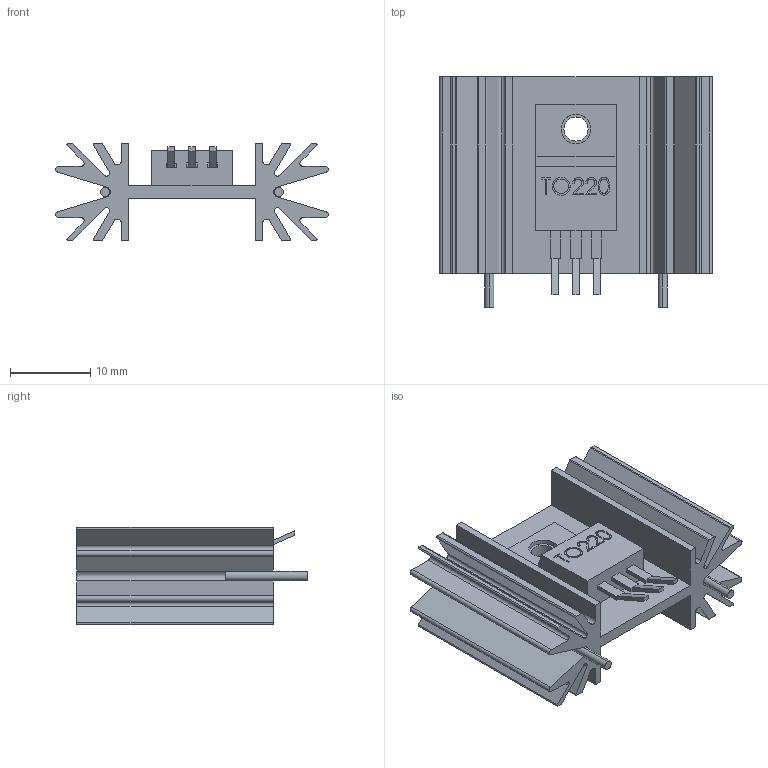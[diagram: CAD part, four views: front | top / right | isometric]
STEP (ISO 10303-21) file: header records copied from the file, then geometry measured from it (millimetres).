
FILE_DESCRIPTION (( 'STEP AP214' ), '1' );
FILE_NAME ('Heatsink TO-220 (bend).STEP', '2024-07-22T11:41:29', ( '' ), ( '' ), 'SwSTEP 2.0', 'SolidWorks 2021', '' );
FILE_SCHEMA (( 'AUTOMOTIVE_DESIGN' ));
Length unit declared in the file: millimetre
Products named in the file (3): TO220 (bend).step; Heatsink TO-220 (bend); 眛-247 冓儰僗闉 #2
Assembly tree (2 placements, depth 2):
  Heatsink TO-220 (bend)
    眛-247 冓儰僗闉 #2
    TO220 (bend).step
Bounding box: 34 x 28.7 x 12.1 mm (x, y, z)
Volume: 3615 mm3; surface area: 5667.1 mm2
Topology: 5 solids, 5 shells, 211 faces, 559 edges, 368 vertices
Faces by surface type: plane 136, cylinder 46, bspline 29
Entity records: 9307 total; most frequent: CARTESIAN_POINT 3452, ORIENTED_EDGE 1118, DIRECTION 967, EDGE_CURVE 559, VECTOR 409, LINE 409, VERTEX_POINT 368, AXIS2_PLACEMENT_3D 279
